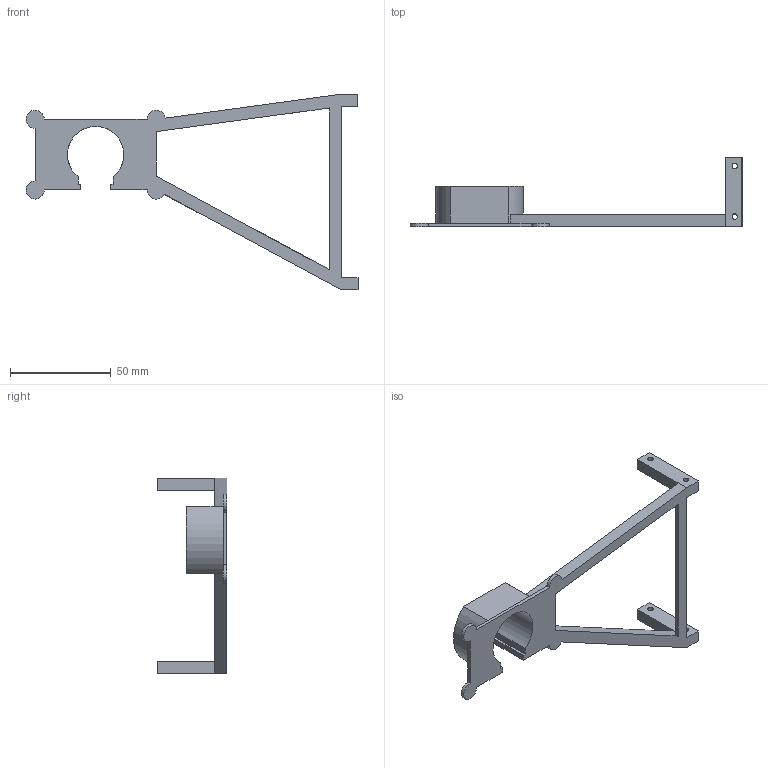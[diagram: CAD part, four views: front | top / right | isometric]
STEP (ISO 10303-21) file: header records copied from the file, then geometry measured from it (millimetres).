
FILE_DESCRIPTION(/* description */ ('Unknown'),/* implementation_level */ '2;1');
FILE_NAME(/* name */ 'BoxConnectedMotor01',/* time_stamp */ '2023-04-24T17:02:06+01:00',/* author */ ('Unknown'),/* organization */ ('Unknown'),/* preprocessor_version */ 'ST-DEVELOPER v18.102',/* originating_system */ 'Solid Edge',/* authorisation */ 'Unknown');
FILE_SCHEMA (('AUTOMOTIVE_DESIGN {1 0 10303 214 3 1 1}'));
Length unit declared in the file: millimetre
Products named in the file (1): BoxConnectedMotor01
Bounding box: 164.5 x 34.42 x 97 mm (x, y, z)
Volume: 25641.5 mm3; surface area: 15773 mm2
Topology: 1 solids, 1 shells, 59 faces, 170 edges, 114 vertices
Faces by surface type: plane 44, cylinder 15
Full cylindrical faces by diameter (mm): 2.7 x4, 4.2 x2
Entity records: 1904 total; most frequent: CARTESIAN_POINT 326, ORIENTED_EDGE 316, DIRECTION 316, EDGE_CURVE 158, LINE 120, VECTOR 120, VERTEX_POINT 108, AXIS2_PLACEMENT_3D 98
